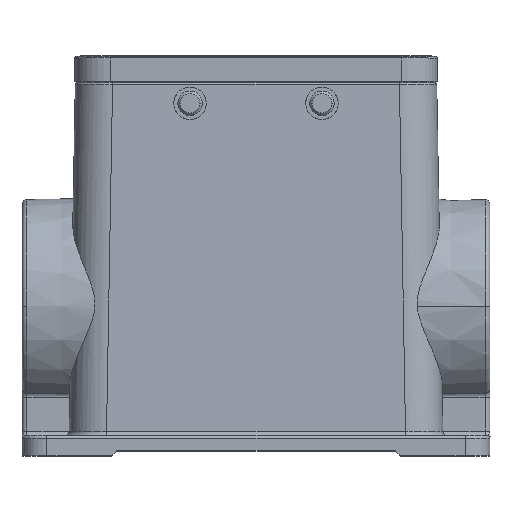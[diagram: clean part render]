
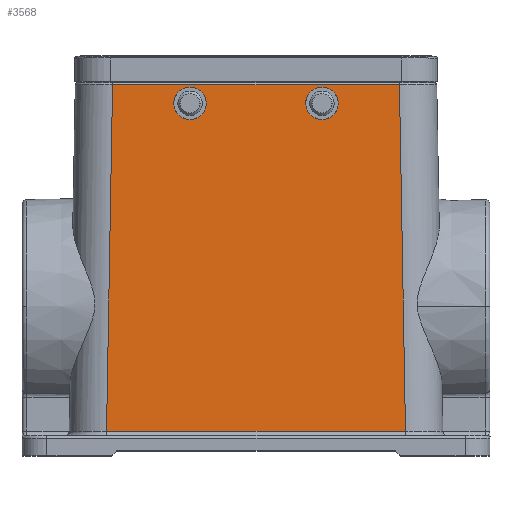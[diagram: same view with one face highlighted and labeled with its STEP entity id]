
A CAD part, top view. The second image highlights one B-rep face of the part: STEP entity #3568.
In plain terms, the highlighted planar face has unit normal (0, 0.018, 1).
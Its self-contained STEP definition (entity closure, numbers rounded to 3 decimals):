
#706 = PLANE ( 'NONE',  #10214 ) ;
#707 = CARTESIAN_POINT ( 'NONE',  ( -38.892, -2., 21.5 ) ) ;
#708 = DIRECTION ( 'NONE',  ( 0., 0.017, 1. ) ) ;
#709 = DIRECTION ( 'NONE',  ( 0., -1., 0.017 ) ) ;
#989 = EDGE_CURVE ( 'NONE', #6241, #6271, #5940, .T. ) ;
#993 = EDGE_CURVE ( 'NONE', #6243, #6323, #5953, .T. ) ;
#1908 = EDGE_LOOP ( 'NONE', ( #6479, #6482 ) ) ;
#1911 = EDGE_LOOP ( 'NONE', ( #6651, #6934 ) ) ;
#1939 = EDGE_LOOP ( 'NONE', ( #6674, #6663, #6660, #6477 ) ) ;
#2929 = VECTOR ( 'NONE', #5030, 1000. ) ;
#3097 = CARTESIAN_POINT ( 'NONE',  ( -16.5, -6.2, 21.573 ) ) ;
#3098 = CARTESIAN_POINT ( 'NONE',  ( -16.5, 0.3, 21.46 ) ) ;
#3099 = CARTESIAN_POINT ( 'NONE',  ( -10., 0.3, 21.46 ) ) ;
#3100 = CARTESIAN_POINT ( 'NONE',  ( -10., -6.2, 21.573 ) ) ;
#3110 = CARTESIAN_POINT ( 'NONE',  ( 10., -6.2, 21.573 ) ) ;
#3111 = CARTESIAN_POINT ( 'NONE',  ( 10., 0.3, 21.46 ) ) ;
#3112 = CARTESIAN_POINT ( 'NONE',  ( 16.5, 0.3, 21.46 ) ) ;
#3113 = CARTESIAN_POINT ( 'NONE',  ( 16.5, -6.2, 21.573 ) ) ;
#3568 = ADVANCED_FACE ( 'NONE', ( #10215, #10216, #10217 ), #706, .T. ) ;
#3696 = EDGE_CURVE ( 'NONE', #6280, #6290, #8435, .T. ) ;
#3697 = EDGE_CURVE ( 'NONE', #6323, #6243, #3819, .T. ) ;
#3819 =( BOUNDED_CURVE ( )  B_SPLINE_CURVE ( 3, ( #8438, #8439, #8870, #8871 ),
 .UNSPECIFIED., .F., .T. ) 
 B_SPLINE_CURVE_WITH_KNOTS ( ( 4, 4 ),
 ( 1.571, 4.712 ),
 .UNSPECIFIED. ) 
 CURVE ( )  GEOMETRIC_REPRESENTATION_ITEM ( )  RATIONAL_B_SPLINE_CURVE ( ( 1., 0.333, 0.333, 1. ) ) 
 REPRESENTATION_ITEM ( '' )  );
#3906 = EDGE_CURVE ( 'NONE', #6271, #6241, #9894, .T. ) ;
#3908 = EDGE_CURVE ( 'NONE', #6276, #6280, #9718, .T. ) ;
#3918 = EDGE_CURVE ( 'NONE', #6290, #6198, #7243, .T. ) ;
#4024 = EDGE_CURVE ( 'NONE', #6198, #6276, #5028, .T. ) ;
#5028 = LINE ( 'NONE', #5029, #2929 ) ;
#5029 = CARTESIAN_POINT ( 'NONE',  ( -28.809, -2.491, 21.509 ) ) ;
#5030 = DIRECTION ( 'NONE',  ( -0.017, -1., 0.017 ) ) ;
#5940 =( BOUNDED_CURVE ( )  B_SPLINE_CURVE ( 3, ( #3097, #3098, #3099, #3100 ),
 .UNSPECIFIED., .F., .F. ) 
 B_SPLINE_CURVE_WITH_KNOTS ( ( 4, 4 ),
 ( 4.712, 7.854 ),
 .UNSPECIFIED. ) 
 CURVE ( )  GEOMETRIC_REPRESENTATION_ITEM ( )  RATIONAL_B_SPLINE_CURVE ( ( 1., 0.333, 0.333, 1. ) ) 
 REPRESENTATION_ITEM ( '' )  );
#5953 =( BOUNDED_CURVE ( )  B_SPLINE_CURVE ( 3, ( #3110, #3111, #3112, #3113 ),
 .UNSPECIFIED., .F., .F. ) 
 B_SPLINE_CURVE_WITH_KNOTS ( ( 4, 4 ),
 ( 4.712, 7.854 ),
 .UNSPECIFIED. ) 
 CURVE ( )  GEOMETRIC_REPRESENTATION_ITEM ( )  RATIONAL_B_SPLINE_CURVE ( ( 1., 0.333, 0.333, 1. ) ) 
 REPRESENTATION_ITEM ( '' )  );
#6198 = VERTEX_POINT ( 'NONE', #7071 ) ;
#6241 = VERTEX_POINT ( 'NONE', #7085 ) ;
#6243 = VERTEX_POINT ( 'NONE', #7086 ) ;
#6271 = VERTEX_POINT ( 'NONE', #7096 ) ;
#6276 = VERTEX_POINT ( 'NONE', #7097 ) ;
#6280 = VERTEX_POINT ( 'NONE', #7099 ) ;
#6290 = VERTEX_POINT ( 'NONE', #7105 ) ;
#6323 = VERTEX_POINT ( 'NONE', #7111 ) ;
#6477 = ORIENTED_EDGE ( 'NONE', *, *, #3918, .T. ) ;
#6479 = ORIENTED_EDGE ( 'NONE', *, *, #993, .T. ) ;
#6482 = ORIENTED_EDGE ( 'NONE', *, *, #3697, .T. ) ;
#6651 = ORIENTED_EDGE ( 'NONE', *, *, #989, .T. ) ;
#6660 = ORIENTED_EDGE ( 'NONE', *, *, #3696, .T. ) ;
#6663 = ORIENTED_EDGE ( 'NONE', *, *, #3908, .T. ) ;
#6674 = ORIENTED_EDGE ( 'NONE', *, *, #4024, .T. ) ;
#6934 = ORIENTED_EDGE ( 'NONE', *, *, #3906, .T. ) ;
#7071 = CARTESIAN_POINT ( 'NONE',  ( -28.809, -2.491, 21.509 ) ) ;
#7085 = CARTESIAN_POINT ( 'NONE',  ( -16.5, -6.2, 21.573 ) ) ;
#7086 = CARTESIAN_POINT ( 'NONE',  ( 10., -6.2, 21.573 ) ) ;
#7096 = CARTESIAN_POINT ( 'NONE',  ( -10., -6.2, 21.573 ) ) ;
#7097 = CARTESIAN_POINT ( 'NONE',  ( -30.023, -72.017, 22.722 ) ) ;
#7099 = CARTESIAN_POINT ( 'NONE',  ( 30.023, -72.017, 22.722 ) ) ;
#7105 = CARTESIAN_POINT ( 'NONE',  ( 28.81, -2.491, 21.509 ) ) ;
#7111 = CARTESIAN_POINT ( 'NONE',  ( 16.5, -6.2, 21.573 ) ) ;
#7243 = LINE ( 'NONE', #7244, #10487 ) ;
#7244 = CARTESIAN_POINT ( 'NONE',  ( -38.892, -2.491, 21.509 ) ) ;
#7245 = DIRECTION ( 'NONE',  ( -1., 0., 0. ) ) ;
#8435 = LINE ( 'NONE', #8436, #9431 ) ;
#8436 = CARTESIAN_POINT ( 'NONE',  ( 30.023, -72.017, 22.722 ) ) ;
#8437 = DIRECTION ( 'NONE',  ( -0.017, 1., -0.017 ) ) ;
#8438 = CARTESIAN_POINT ( 'NONE',  ( 16.5, -6.2, 21.573 ) ) ;
#8439 = CARTESIAN_POINT ( 'NONE',  ( 16.5, -12.7, 21.687 ) ) ;
#8870 = CARTESIAN_POINT ( 'NONE',  ( 10., -12.7, 21.687 ) ) ;
#8871 = CARTESIAN_POINT ( 'NONE',  ( 10., -6.2, 21.573 ) ) ;
#9431 = VECTOR ( 'NONE', #8437, 1000. ) ;
#9713 = CARTESIAN_POINT ( 'NONE',  ( -10., -6.2, 21.573 ) ) ;
#9714 = CARTESIAN_POINT ( 'NONE',  ( -10., -12.7, 21.687 ) ) ;
#9715 = CARTESIAN_POINT ( 'NONE',  ( -16.5, -12.7, 21.687 ) ) ;
#9716 = CARTESIAN_POINT ( 'NONE',  ( -16.5, -6.2, 21.573 ) ) ;
#9718 = LINE ( 'NONE', #9719, #10478 ) ;
#9719 = CARTESIAN_POINT ( 'NONE',  ( -38.892, -72.017, 22.722 ) ) ;
#9720 = DIRECTION ( 'NONE',  ( 1., 0., 0. ) ) ;
#9894 =( BOUNDED_CURVE ( )  B_SPLINE_CURVE ( 3, ( #9713, #9714, #9715, #9716 ),
 .UNSPECIFIED., .F., .T. ) 
 B_SPLINE_CURVE_WITH_KNOTS ( ( 4, 4 ),
 ( 1.571, 4.712 ),
 .UNSPECIFIED. ) 
 CURVE ( )  GEOMETRIC_REPRESENTATION_ITEM ( )  RATIONAL_B_SPLINE_CURVE ( ( 1., 0.333, 0.333, 1. ) ) 
 REPRESENTATION_ITEM ( '' )  );
#10214 = AXIS2_PLACEMENT_3D ( 'NONE', #707, #708, #709 ) ;
#10215 = FACE_BOUND ( 'NONE', #1908, .T. ) ;
#10216 = FACE_OUTER_BOUND ( 'NONE', #1939, .T. ) ;
#10217 = FACE_BOUND ( 'NONE', #1911, .T. ) ;
#10478 = VECTOR ( 'NONE', #9720, 1000. ) ;
#10487 = VECTOR ( 'NONE', #7245, 1000. ) ;
